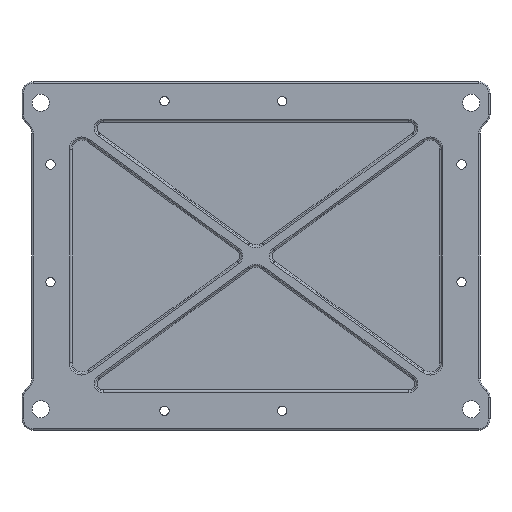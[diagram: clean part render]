
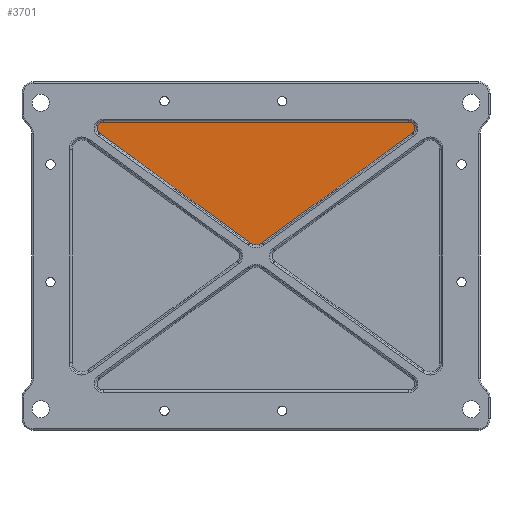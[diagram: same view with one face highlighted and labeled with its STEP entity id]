
A CAD part, front view. The second image highlights one B-rep face of the part: STEP entity #3701.
In plain terms, the highlighted planar face has unit normal (0, -1, 0).
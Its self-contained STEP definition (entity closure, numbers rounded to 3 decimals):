
#226=PLANE('',#4142);
#393=FACE_OUTER_BOUND('',#651,.T.);
#651=EDGE_LOOP('',(#3181,#3182,#3183,#3184,#3185,#3186));
#947=LINE('',#6364,#1227);
#950=LINE('',#6379,#1230);
#952=LINE('',#6391,#1232);
#1227=VECTOR('',#5153,10.);
#1230=VECTOR('',#5170,10.);
#1232=VECTOR('',#5184,10.);
#1485=CIRCLE('',#4126,1.6);
#1489=CIRCLE('',#4132,2.6);
#1492=CIRCLE('',#4137,1.6);
#1818=VERTEX_POINT('',#6361);
#1819=VERTEX_POINT('',#6363);
#1821=VERTEX_POINT('',#6369);
#1823=VERTEX_POINT('',#6375);
#1825=VERTEX_POINT('',#6381);
#1827=VERTEX_POINT('',#6387);
#2284=EDGE_CURVE('',#1818,#1819,#947,.T.);
#2289=EDGE_CURVE('',#1819,#1821,#1485,.T.);
#2292=EDGE_CURVE('',#1821,#1823,#950,.T.);
#2295=EDGE_CURVE('',#1823,#1825,#1489,.T.);
#2298=EDGE_CURVE('',#1825,#1827,#952,.T.);
#2300=EDGE_CURVE('',#1827,#1818,#1492,.T.);
#3181=ORIENTED_EDGE('',*,*,#2284,.F.);
#3182=ORIENTED_EDGE('',*,*,#2300,.F.);
#3183=ORIENTED_EDGE('',*,*,#2298,.F.);
#3184=ORIENTED_EDGE('',*,*,#2295,.F.);
#3185=ORIENTED_EDGE('',*,*,#2292,.F.);
#3186=ORIENTED_EDGE('',*,*,#2289,.F.);
#3701=ADVANCED_FACE('',(#393),#226,.F.);
#4126=AXIS2_PLACEMENT_3D('',#6373,#5163,#5164);
#4132=AXIS2_PLACEMENT_3D('',#6385,#5177,#5178);
#4137=AXIS2_PLACEMENT_3D('',#6394,#5189,#5190);
#4142=AXIS2_PLACEMENT_3D('',#6409,#5205,#5206);
#5153=DIRECTION('',(1.,0.,0.));
#5163=DIRECTION('center_axis',(0.,1.,0.));
#5164=DIRECTION('ref_axis',(0.951,0.,0.31));
#5170=DIRECTION('',(-0.808,0.,-0.59));
#5177=DIRECTION('center_axis',(0.,1.,0.));
#5178=DIRECTION('ref_axis',(0.,0.,-1.));
#5184=DIRECTION('',(-0.808,0.,0.59));
#5189=DIRECTION('center_axis',(0.,1.,0.));
#5190=DIRECTION('ref_axis',(-0.951,0.,0.31));
#5205=DIRECTION('center_axis',(0.,1.,0.));
#5206=DIRECTION('ref_axis',(-1.,0.,0.));
#6361=CARTESIAN_POINT('',(-40.923,3.4,35.8));
#6363=CARTESIAN_POINT('',(40.923,3.4,35.8));
#6364=CARTESIAN_POINT('',(24.8,3.4,35.8));
#6369=CARTESIAN_POINT('',(41.866,3.4,32.908));
#6373=CARTESIAN_POINT('Origin',(40.923,3.4,34.2));
#6375=CARTESIAN_POINT('',(1.533,3.4,3.471));
#6379=CARTESIAN_POINT('',(27.465,3.4,22.398));
#6381=CARTESIAN_POINT('',(-1.533,3.4,3.471));
#6385=CARTESIAN_POINT('Origin',(0.,3.4,5.571));
#6387=CARTESIAN_POINT('',(-41.866,3.4,32.908));
#6391=CARTESIAN_POINT('',(-3.938,3.4,5.226));
#6394=CARTESIAN_POINT('Origin',(-40.923,3.4,34.2));
#6409=CARTESIAN_POINT('Origin',(0.,3.4,19.386));
